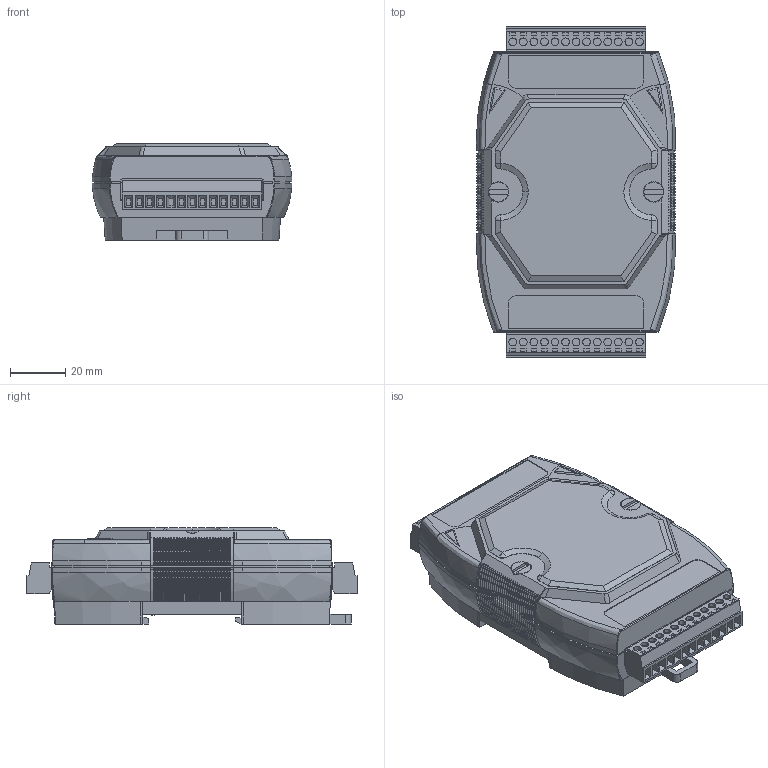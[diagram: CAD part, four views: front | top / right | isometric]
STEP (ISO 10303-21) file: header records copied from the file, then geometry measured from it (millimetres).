
FILE_DESCRIPTION (( 'STEP AP203' ), '1' );
FILE_NAME ('7000_13P_13P.STEP', '2022-10-12T05:33:30', ( 'Windows 使用者' ), ( '' ), 'SwSTEP 2.0', 'SolidWorks 2020', '' );
FILE_SCHEMA (( 'CONFIG_CONTROL_DESIGN' ));
Length unit declared in the file: millimetre
Products named in the file (11): 7000-PCGai.sldasm-Part-1; 7K_PCB; 4SAPP-005-A; 4SIPP-756-AG; MC420-38113_90; MC420-38113; 4SI700000011W; 7000_13P_13P; ME030-38113; 4SIPP-756-BG; SW180
Assembly tree (12 placements, depth 3):
  7000_13P_13P
    4SIPP-756-BG
    4SIPP-756-AG
    4SAPP-005-A
    7000-PCGai.sldasm-Part-1  x2
    7K_PCB
    MC420-38113_90  x2
      ME030-38113
      MC420-38113
    SW180
    4SI700000011W
Bounding box: 72.04 x 119.18 x 34.7 mm (x, y, z)
Volume: 65810.3 mm3; surface area: 88747 mm2
Topology: 12 solids, 12 shells, 3876 faces, 10536 edges, 6895 vertices
Faces by surface type: plane 2627, cylinder 378, bspline 344, cone 267, torus 238, sphere 22
Entity records: 107091 total; most frequent: CARTESIAN_POINT 36896, ORIENTED_EDGE 16092, DIRECTION 12143, EDGE_CURVE 8046, VERTEX_POINT 5281, VECTOR 4063, LINE 4063, AXIS2_PLACEMENT_3D 4040
